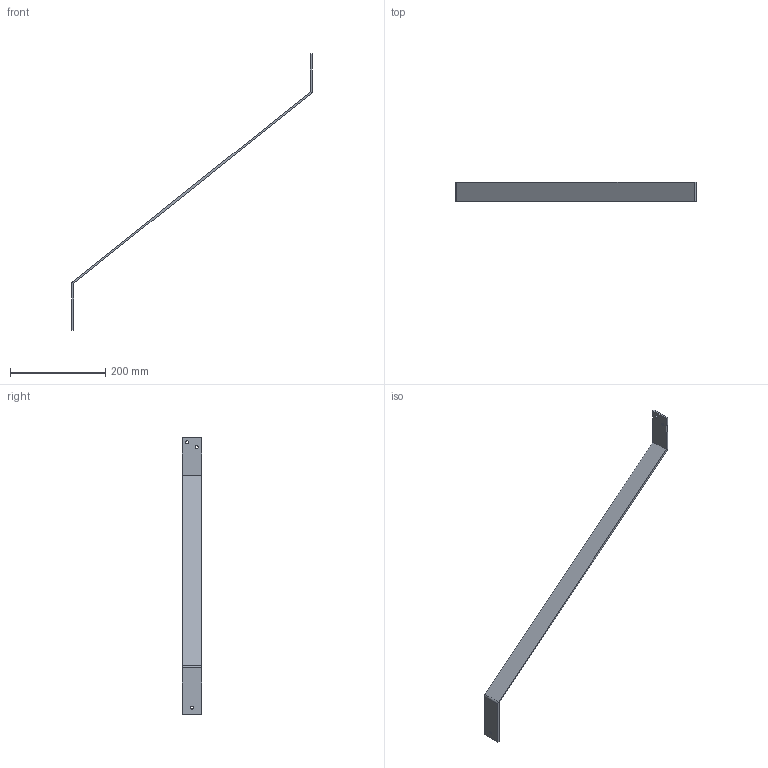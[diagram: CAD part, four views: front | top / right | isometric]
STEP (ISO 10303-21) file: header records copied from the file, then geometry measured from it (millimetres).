
FILE_DESCRIPTION(('FreeCAD Model'),'2;1');
FILE_NAME('solar_panel_mount_bracket_1.step','2020-11-11T18:38:16',('Author') ,(''),'Open CASCADE STEP processor 7.3','FreeCAD','Unknown');
FILE_SCHEMA(('AUTOMOTIVE_DESIGN { 1 0 10303 214 1 1 1 1 }'));
Length unit declared in the file: millimetre
Products named in the file (1): Body
Bounding box: 504 x 40 x 580 mm (x, y, z)
Volume: 130789.2 mm3; surface area: 72519 mm2
Topology: 1 solids, 1 shells, 25 faces, 53 edges, 30 vertices
Faces by surface type: plane 18, cylinder 7
Full cylindrical faces by diameter (mm): 6.5 x3
Entity records: 1396 total; most frequent: CARTESIAN_POINT 257, DIRECTION 218, LINE 131, VECTOR 131, ORIENTED_EDGE 106, PCURVE 106, DEFINITIONAL_REPRESENTATION 106, EDGE_CURVE 53
